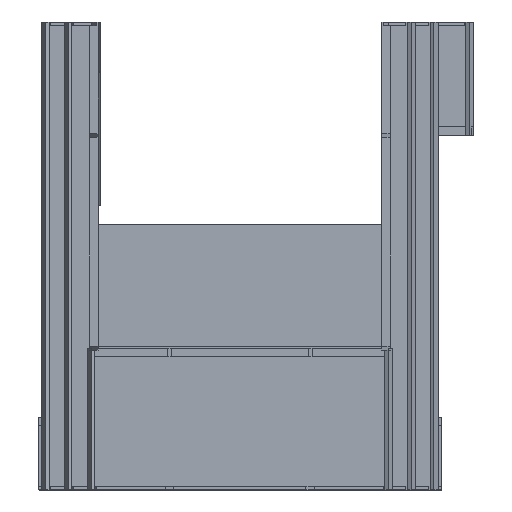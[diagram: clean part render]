
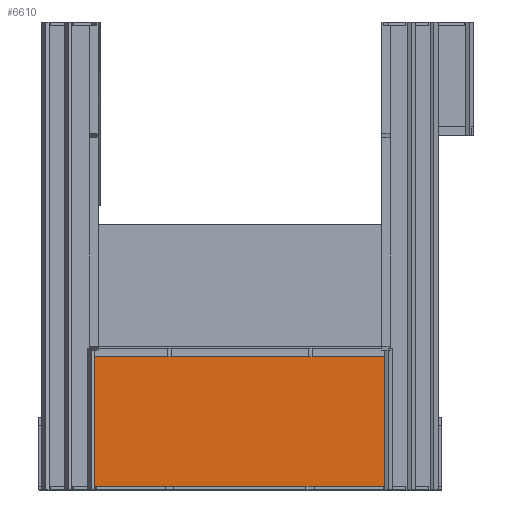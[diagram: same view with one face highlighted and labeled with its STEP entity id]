
A CAD part, front view. The second image highlights one B-rep face of the part: STEP entity #6610.
In plain terms, the highlighted planar face has unit normal (0, -1, 0).
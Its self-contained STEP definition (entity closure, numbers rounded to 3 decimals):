
#34 = CARTESIAN_POINT ( 'NONE',  ( -753.731, -705.5, -455. ) ) ;
#106 = EDGE_CURVE ( 'NONE', #5044, #7008, #9218, .T. ) ;
#844 = LINE ( 'NONE', #8246, #9524 ) ;
#1871 = VECTOR ( 'NONE', #4694, 1000. ) ;
#1910 = DIRECTION ( 'NONE',  ( 0., 0., 1. ) ) ;
#1913 = CARTESIAN_POINT ( 'NONE',  ( 0., -705.5, 0. ) ) ;
#2101 = EDGE_LOOP ( 'NONE', ( #7538, #9281, #2553, #3907 ) ) ;
#2449 = LINE ( 'NONE', #4759, #5816 ) ;
#2553 = ORIENTED_EDGE ( 'NONE', *, *, #106, .F. ) ;
#2577 = CARTESIAN_POINT ( 'NONE',  ( 753.731, -705.5, -1155. ) ) ;
#2979 = CARTESIAN_POINT ( 'NONE',  ( -753.731, -705.5, -1155. ) ) ;
#3369 = PLANE ( 'NONE',  #7693 ) ;
#3748 = DIRECTION ( 'NONE',  ( -1., 0., 0. ) ) ;
#3907 = ORIENTED_EDGE ( 'NONE', *, *, #8579, .F. ) ;
#4005 = CARTESIAN_POINT ( 'NONE',  ( 753.731, -705.5, -455. ) ) ;
#4474 = LINE ( 'NONE', #2979, #7848 ) ;
#4694 = DIRECTION ( 'NONE',  ( 0., 0., -1. ) ) ;
#4759 = CARTESIAN_POINT ( 'NONE',  ( -753.731, -705.5, -1155. ) ) ;
#4865 = DIRECTION ( 'NONE',  ( 0., 0., 1. ) ) ;
#5044 = VERTEX_POINT ( 'NONE', #4005 ) ;
#5426 = VERTEX_POINT ( 'NONE', #9233 ) ;
#5747 = EDGE_CURVE ( 'NONE', #7008, #5426, #4474, .T. ) ;
#5816 = VECTOR ( 'NONE', #1910, 1000. ) ;
#5982 = DIRECTION ( 'NONE',  ( 1., 0., 0. ) ) ;
#6610 = ADVANCED_FACE ( 'NONE', ( #7719 ), #3369, .F. ) ;
#7008 = VERTEX_POINT ( 'NONE', #7604 ) ;
#7538 = ORIENTED_EDGE ( 'NONE', *, *, #8713, .F. ) ;
#7604 = CARTESIAN_POINT ( 'NONE',  ( 753.731, -705.5, -1155. ) ) ;
#7693 = AXIS2_PLACEMENT_3D ( 'NONE', #1913, #7868, #4865 ) ;
#7719 = FACE_OUTER_BOUND ( 'NONE', #2101, .T. ) ;
#7848 = VECTOR ( 'NONE', #3748, 1000. ) ;
#7868 = DIRECTION ( 'NONE',  ( 0., 1., 0. ) ) ;
#8246 = CARTESIAN_POINT ( 'NONE',  ( -753.731, -705.5, -455. ) ) ;
#8579 = EDGE_CURVE ( 'NONE', #9408, #5044, #844, .T. ) ;
#8713 = EDGE_CURVE ( 'NONE', #5426, #9408, #2449, .T. ) ;
#9218 = LINE ( 'NONE', #2577, #1871 ) ;
#9233 = CARTESIAN_POINT ( 'NONE',  ( -753.731, -705.5, -1155. ) ) ;
#9281 = ORIENTED_EDGE ( 'NONE', *, *, #5747, .F. ) ;
#9408 = VERTEX_POINT ( 'NONE', #34 ) ;
#9524 = VECTOR ( 'NONE', #5982, 1000. ) ;
